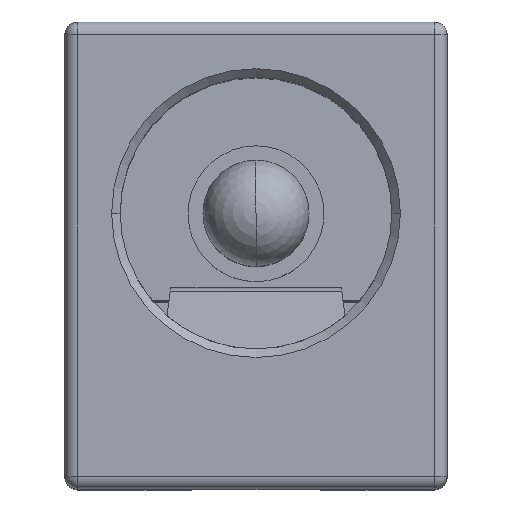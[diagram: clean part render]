
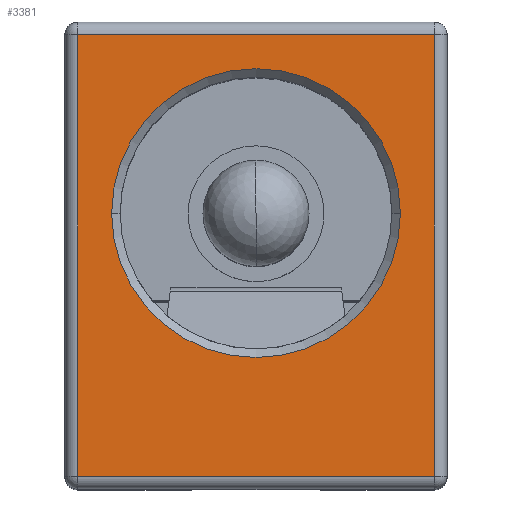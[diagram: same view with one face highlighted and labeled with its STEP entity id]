
A CAD part, top view. The second image highlights one B-rep face of the part: STEP entity #3381.
In plain terms, the highlighted planar face has unit normal (0, 0, 1).
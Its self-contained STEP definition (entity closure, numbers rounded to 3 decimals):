
#72 = VECTOR ( 'NONE', #5621, 1000. ) ;
#289 = FACE_BOUND ( 'NONE', #642, .T. ) ;
#328 = DIRECTION ( 'NONE',  ( 1., 0., 0. ) ) ;
#466 = ORIENTED_EDGE ( 'NONE', *, *, #5780, .T. ) ;
#482 = ORIENTED_EDGE ( 'NONE', *, *, #1869, .T. ) ;
#642 = EDGE_LOOP ( 'NONE', ( #2776, #2718 ) ) ;
#643 = EDGE_CURVE ( 'NONE', #720, #7522, #3766, .T. ) ;
#720 = VERTEX_POINT ( 'NONE', #4670 ) ;
#793 = CARTESIAN_POINT ( 'NONE',  ( -9.717, 11.387, 21.317 ) ) ;
#1153 = DIRECTION ( 'NONE',  ( 1., 0., 0. ) ) ;
#1216 = ORIENTED_EDGE ( 'NONE', *, *, #5930, .T. ) ;
#1604 = CARTESIAN_POINT ( 'NONE',  ( -13.917, 5.187, 21.317 ) ) ;
#1850 = ORIENTED_EDGE ( 'NONE', *, *, #643, .T. ) ;
#1869 = EDGE_CURVE ( 'NONE', #7522, #6518, #2555, .T. ) ;
#1954 = CARTESIAN_POINT ( 'NONE',  ( -13.917, 4.887, 21.317 ) ) ;
#2025 = DIRECTION ( 'NONE',  ( 1., 0., 0. ) ) ;
#2089 = CARTESIAN_POINT ( 'NONE',  ( -5.517, 15.887, 21.317 ) ) ;
#2146 = FACE_OUTER_BOUND ( 'NONE', #5074, .T. ) ;
#2385 = EDGE_CURVE ( 'NONE', #4945, #4631, #6437, .T. ) ;
#2555 = LINE ( 'NONE', #1954, #4720 ) ;
#2718 = ORIENTED_EDGE ( 'NONE', *, *, #3077, .T. ) ;
#2738 = DIRECTION ( 'NONE',  ( 0., 0., 1. ) ) ;
#2776 = ORIENTED_EDGE ( 'NONE', *, *, #2385, .T. ) ;
#2928 = VECTOR ( 'NONE', #6388, 1000. ) ;
#3031 = LINE ( 'NONE', #3188, #7427 ) ;
#3060 = CARTESIAN_POINT ( 'NONE',  ( -6.317, 11.387, 21.317 ) ) ;
#3077 = EDGE_CURVE ( 'NONE', #4631, #4945, #6175, .T. ) ;
#3188 = CARTESIAN_POINT ( 'NONE',  ( -5.217, 5.187, 21.317 ) ) ;
#3381 = ADVANCED_FACE ( 'NONE', ( #289, #2146 ), #5687, .T. ) ;
#3766 = LINE ( 'NONE', #5658, #72 ) ;
#3797 = DIRECTION ( 'NONE',  ( 0., 0., -1. ) ) ;
#3909 = AXIS2_PLACEMENT_3D ( 'NONE', #5932, #6519, #1153 ) ;
#4359 = DIRECTION ( 'NONE',  ( 0., -1., 0. ) ) ;
#4461 = CARTESIAN_POINT ( 'NONE',  ( -13.117, 11.387, 21.317 ) ) ;
#4631 = VERTEX_POINT ( 'NONE', #4461 ) ;
#4670 = CARTESIAN_POINT ( 'NONE',  ( -5.517, 15.587, 21.317 ) ) ;
#4720 = VECTOR ( 'NONE', #4359, 1000. ) ;
#4945 = VERTEX_POINT ( 'NONE', #3060 ) ;
#5074 = EDGE_LOOP ( 'NONE', ( #482, #466, #1216, #1850 ) ) ;
#5101 = CARTESIAN_POINT ( 'NONE',  ( -14.217, 4.887, 21.317 ) ) ;
#5545 = CARTESIAN_POINT ( 'NONE',  ( -5.517, 5.187, 21.317 ) ) ;
#5621 = DIRECTION ( 'NONE',  ( -1., 0., 0. ) ) ;
#5658 = CARTESIAN_POINT ( 'NONE',  ( -14.217, 15.587, 21.317 ) ) ;
#5687 = PLANE ( 'NONE',  #6384 ) ;
#5780 = EDGE_CURVE ( 'NONE', #6518, #6136, #3031, .T. ) ;
#5930 = EDGE_CURVE ( 'NONE', #6136, #720, #6308, .T. ) ;
#5932 = CARTESIAN_POINT ( 'NONE',  ( -9.717, 11.387, 21.317 ) ) ;
#6061 = AXIS2_PLACEMENT_3D ( 'NONE', #793, #3797, #2025 ) ;
#6071 = DIRECTION ( 'NONE',  ( 1., 0., 0. ) ) ;
#6136 = VERTEX_POINT ( 'NONE', #5545 ) ;
#6175 = CIRCLE ( 'NONE', #3909, 3.4 ) ;
#6308 = LINE ( 'NONE', #2089, #2928 ) ;
#6384 = AXIS2_PLACEMENT_3D ( 'NONE', #5101, #2738, #328 ) ;
#6388 = DIRECTION ( 'NONE',  ( 0., 1., 0. ) ) ;
#6437 = CIRCLE ( 'NONE', #6061, 3.4 ) ;
#6518 = VERTEX_POINT ( 'NONE', #1604 ) ;
#6519 = DIRECTION ( 'NONE',  ( 0., 0., -1. ) ) ;
#7279 = CARTESIAN_POINT ( 'NONE',  ( -13.917, 15.587, 21.317 ) ) ;
#7427 = VECTOR ( 'NONE', #6071, 1000. ) ;
#7522 = VERTEX_POINT ( 'NONE', #7279 ) ;
